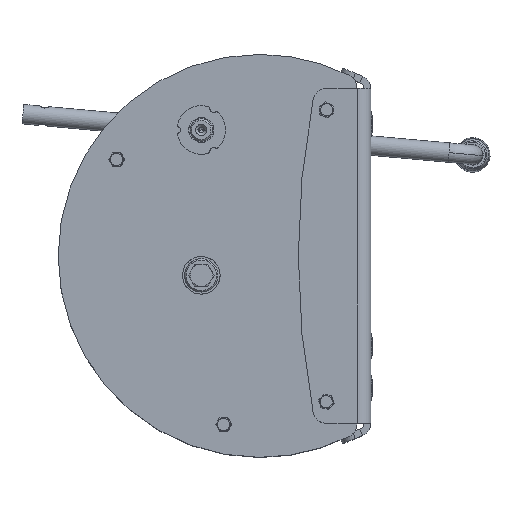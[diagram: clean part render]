
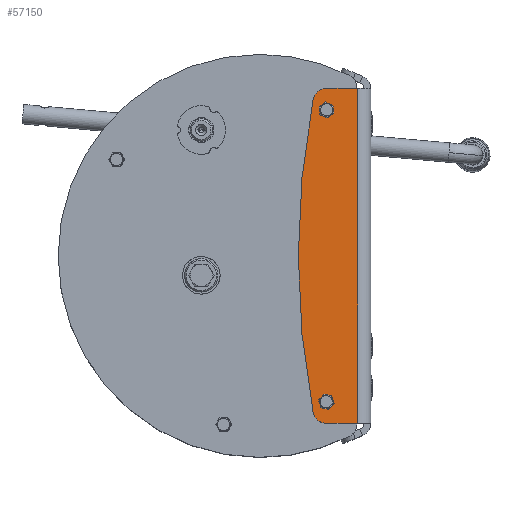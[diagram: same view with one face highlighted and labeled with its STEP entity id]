
A CAD part, left-side view. The second image highlights one B-rep face of the part: STEP entity #57150.
In plain terms, the highlighted face is planar.
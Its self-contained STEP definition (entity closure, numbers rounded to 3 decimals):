
#1150 = CARTESIAN_POINT ( 'NONE',  ( 105., 27., 78.75 ) ) ;
#1408 = CARTESIAN_POINT ( 'NONE',  ( -110.5, 26.779, 78.75 ) ) ;
#1500 = CIRCLE ( 'NONE', #10883, 4.25 ) ;
#2291 = VERTEX_POINT ( 'NONE', #52853 ) ;
#3150 = EDGE_CURVE ( 'NONE', #59868, #14910, #1500, .T. ) ;
#3500 = FACE_BOUND ( 'NONE', #61853, .T. ) ;
#3633 = VECTOR ( 'NONE', #44015, 1000. ) ;
#3723 = VERTEX_POINT ( 'NONE', #20060 ) ;
#4244 = CARTESIAN_POINT ( 'NONE',  ( 120.5, 35., 78.75 ) ) ;
#4520 = EDGE_CURVE ( 'NONE', #14910, #59868, #25509, .T. ) ;
#7490 = DIRECTION ( 'NONE',  ( 1., 0., 0. ) ) ;
#7896 = ORIENTED_EDGE ( 'NONE', *, *, #14839, .F. ) ;
#10464 = PLANE ( 'NONE',  #25890 ) ;
#10486 = CARTESIAN_POINT ( 'NONE',  ( -105., 27., 78.75 ) ) ;
#10830 = DIRECTION ( 'NONE',  ( 0., 0., -1. ) ) ;
#10883 = AXIS2_PLACEMENT_3D ( 'NONE', #1150, #52692, #41271 ) ;
#11036 = AXIS2_PLACEMENT_3D ( 'NONE', #56303, #67381, #29025 ) ;
#11461 = ORIENTED_EDGE ( 'NONE', *, *, #34710, .T. ) ;
#11845 = DIRECTION ( 'NONE',  ( 0., 0., 1. ) ) ;
#12721 = VECTOR ( 'NONE', #53332, 1000. ) ;
#14677 = CARTESIAN_POINT ( 'NONE',  ( -100.75, 27., 78.75 ) ) ;
#14839 = EDGE_CURVE ( 'NONE', #34489, #56116, #32034, .T. ) ;
#14910 = VERTEX_POINT ( 'NONE', #46551 ) ;
#15855 = CARTESIAN_POINT ( 'NONE',  ( 112.366, 36.603, 78.75 ) ) ;
#16536 = ORIENTED_EDGE ( 'NONE', *, *, #27425, .T. ) ;
#16921 = CARTESIAN_POINT ( 'NONE',  ( -109.25, 27., 78.75 ) ) ;
#20060 = CARTESIAN_POINT ( 'NONE',  ( -112.366, 36.603, 78.75 ) ) ;
#21533 = DIRECTION ( 'NONE',  ( 0., 0., 1. ) ) ;
#21785 = CARTESIAN_POINT ( 'NONE',  ( -120.5, 0., 78.75 ) ) ;
#22627 = CARTESIAN_POINT ( 'NONE',  ( 110.5, 26.779, 78.75 ) ) ;
#23580 = CIRCLE ( 'NONE', #29476, 10. ) ;
#24430 = CARTESIAN_POINT ( 'NONE',  ( -105., 27., 78.75 ) ) ;
#25509 = CIRCLE ( 'NONE', #27880, 4.25 ) ;
#25882 = ORIENTED_EDGE ( 'NONE', *, *, #64584, .F. ) ;
#25890 = AXIS2_PLACEMENT_3D ( 'NONE', #38471, #10830, #49162 ) ;
#26369 = VECTOR ( 'NONE', #71587, 1000. ) ;
#27187 = EDGE_LOOP ( 'NONE', ( #7896, #52810 ) ) ;
#27425 = EDGE_CURVE ( 'NONE', #2291, #68396, #72312, .T. ) ;
#27880 = AXIS2_PLACEMENT_3D ( 'NONE', #39843, #11845, #39088 ) ;
#29025 = DIRECTION ( 'NONE',  ( -1., 0., 0. ) ) ;
#29476 = AXIS2_PLACEMENT_3D ( 'NONE', #22627, #45115, #67605 ) ;
#30135 = LINE ( 'NONE', #36391, #12721 ) ;
#30935 = VERTEX_POINT ( 'NONE', #71061 ) ;
#31563 = EDGE_CURVE ( 'NONE', #30935, #32294, #72067, .T. ) ;
#32034 = CIRCLE ( 'NONE', #64975, 4.25 ) ;
#32294 = VERTEX_POINT ( 'NONE', #56454 ) ;
#33241 = CIRCLE ( 'NONE', #40328, 10. ) ;
#34489 = VERTEX_POINT ( 'NONE', #14677 ) ;
#34710 = EDGE_CURVE ( 'NONE', #71091, #3723, #42815, .T. ) ;
#35011 = ORIENTED_EDGE ( 'NONE', *, *, #4520, .F. ) ;
#35971 = ORIENTED_EDGE ( 'NONE', *, *, #31563, .T. ) ;
#36391 = CARTESIAN_POINT ( 'NONE',  ( 0., 4.5, 78.75 ) ) ;
#38471 = CARTESIAN_POINT ( 'NONE',  ( 0., -555., 78.75 ) ) ;
#39088 = DIRECTION ( 'NONE',  ( 1., 0., 0. ) ) ;
#39843 = CARTESIAN_POINT ( 'NONE',  ( 105., 27., 78.75 ) ) ;
#40328 = AXIS2_PLACEMENT_3D ( 'NONE', #1408, #40821, #62579 ) ;
#40821 = DIRECTION ( 'NONE',  ( 0., 0., 1. ) ) ;
#41271 = DIRECTION ( 'NONE',  ( 1., 0., 0. ) ) ;
#42576 = CARTESIAN_POINT ( 'NONE',  ( 100.75, 27., 78.75 ) ) ;
#42815 = CIRCLE ( 'NONE', #11036, 602.18 ) ;
#44015 = DIRECTION ( 'NONE',  ( 0., 1., 0. ) ) ;
#44628 = EDGE_CURVE ( 'NONE', #3723, #2291, #33241, .T. ) ;
#45115 = DIRECTION ( 'NONE',  ( 0., 0., 1. ) ) ;
#46551 = CARTESIAN_POINT ( 'NONE',  ( 109.25, 27., 78.75 ) ) ;
#46569 = CARTESIAN_POINT ( 'NONE',  ( -120.5, 4.5, 78.75 ) ) ;
#47071 = ORIENTED_EDGE ( 'NONE', *, *, #57500, .T. ) ;
#47113 = EDGE_CURVE ( 'NONE', #56116, #34489, #68383, .T. ) ;
#47623 = DIRECTION ( 'NONE',  ( 0., 0., 1. ) ) ;
#49162 = DIRECTION ( 'NONE',  ( -1., 0., 0. ) ) ;
#51417 = ORIENTED_EDGE ( 'NONE', *, *, #44628, .T. ) ;
#52692 = DIRECTION ( 'NONE',  ( 0., 0., 1. ) ) ;
#52810 = ORIENTED_EDGE ( 'NONE', *, *, #47113, .F. ) ;
#52853 = CARTESIAN_POINT ( 'NONE',  ( -120.5, 26.779, 78.75 ) ) ;
#53332 = DIRECTION ( 'NONE',  ( -1., 0., 0. ) ) ;
#53969 = FACE_BOUND ( 'NONE', #27187, .T. ) ;
#56116 = VERTEX_POINT ( 'NONE', #16921 ) ;
#56303 = CARTESIAN_POINT ( 'NONE',  ( 0., -555., 78.75 ) ) ;
#56454 = CARTESIAN_POINT ( 'NONE',  ( 120.5, 26.779, 78.75 ) ) ;
#57150 = ADVANCED_FACE ( 'NONE', ( #53969, #3500, #72789 ), #10464, .F. ) ;
#57500 = EDGE_CURVE ( 'NONE', #32294, #71091, #23580, .T. ) ;
#59868 = VERTEX_POINT ( 'NONE', #42576 ) ;
#60032 = EDGE_LOOP ( 'NONE', ( #11461, #51417, #16536, #25882, #35971, #47071 ) ) ;
#61338 = DIRECTION ( 'NONE',  ( 1., 0., 0. ) ) ;
#61853 = EDGE_LOOP ( 'NONE', ( #35011, #64859 ) ) ;
#62483 = AXIS2_PLACEMENT_3D ( 'NONE', #10486, #21533, #61338 ) ;
#62579 = DIRECTION ( 'NONE',  ( -1., 0., 0. ) ) ;
#64584 = EDGE_CURVE ( 'NONE', #30935, #68396, #30135, .T. ) ;
#64859 = ORIENTED_EDGE ( 'NONE', *, *, #3150, .F. ) ;
#64975 = AXIS2_PLACEMENT_3D ( 'NONE', #24430, #47623, #7490 ) ;
#67381 = DIRECTION ( 'NONE',  ( 0., 0., 1. ) ) ;
#67605 = DIRECTION ( 'NONE',  ( -1., 0., 0. ) ) ;
#68383 = CIRCLE ( 'NONE', #62483, 4.25 ) ;
#68396 = VERTEX_POINT ( 'NONE', #46569 ) ;
#71061 = CARTESIAN_POINT ( 'NONE',  ( 120.5, 4.5, 78.75 ) ) ;
#71091 = VERTEX_POINT ( 'NONE', #15855 ) ;
#71587 = DIRECTION ( 'NONE',  ( 0., -1., 0. ) ) ;
#72067 = LINE ( 'NONE', #4244, #3633 ) ;
#72312 = LINE ( 'NONE', #21785, #26369 ) ;
#72789 = FACE_OUTER_BOUND ( 'NONE', #60032, .T. ) ;
